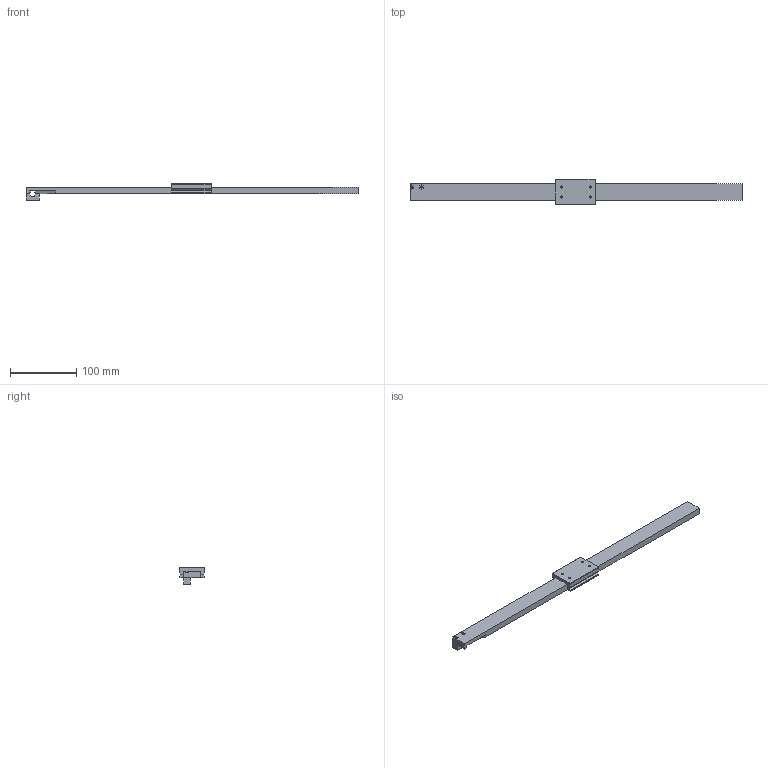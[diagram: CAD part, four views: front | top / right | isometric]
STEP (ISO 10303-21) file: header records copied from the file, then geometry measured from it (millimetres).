
FILE_DESCRIPTION(/* description */ (''),/* implementation_level */ '2;1');
FILE_NAME(/* name */ '97dd1f27-93a7-42bf-9753-8be9514818c8.stp',/* time_stamp */ '2019-02-07T12:11:16+01:00',/* author */ (''),/* organization */ (''),/* preprocessor_version */ 'ST-DEVELOPER v17.2',/* originating_system */ 'Autodesk Translation Framework v7.6.0.251',/* authorisation */ '');
FILE_SCHEMA (('AUTOMOTIVE_DESIGN { 1 0 10303 214 3 1 1 }'));
Length unit declared in the file: millimetre
Products named in the file (2): SoporteBandaS_V2; Induro_QRT70X_Quick-Release_Mount_for_iPhone_7 v1
Assembly tree (1 placements, depth 2):
  SoporteBandaS_V2
    Induro_QRT70X_Quick-Release_Mount_for_iPhone_7 v1
Bounding box: 500 x 38 x 25 mm (x, y, z)
Volume: 141862.7 mm3; surface area: 46379.4 mm2
Topology: 4 solids, 4 shells, 177 faces, 480 edges, 320 vertices
Faces by surface type: plane 165, cylinder 12
Full cylindrical faces by diameter (mm): 3.2 x12
Entity records: 5580 total; most frequent: CARTESIAN_POINT 980, ORIENTED_EDGE 960, DIRECTION 866, EDGE_CURVE 480, LINE 454, VECTOR 454, VERTEX_POINT 320, EDGE_LOOP 210
